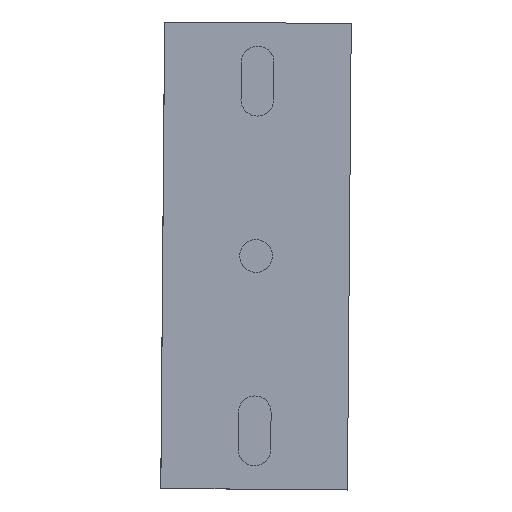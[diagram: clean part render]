
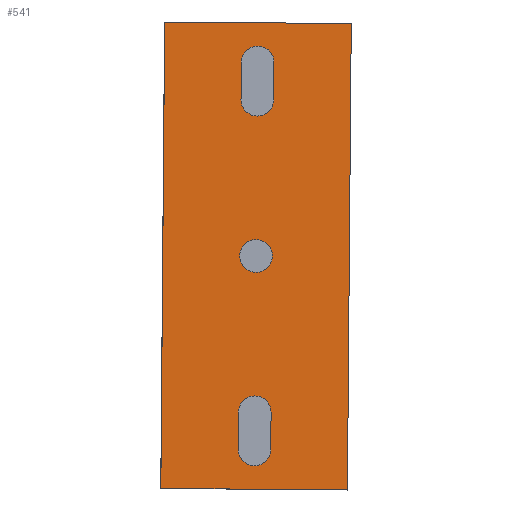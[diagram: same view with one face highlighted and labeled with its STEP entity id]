
A CAD part, top view. The second image highlights one B-rep face of the part: STEP entity #541.
In plain terms, the highlighted planar face has unit normal (0.005, 0, 1).
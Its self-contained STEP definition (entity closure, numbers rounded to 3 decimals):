
#55=FACE_OUTER_BOUND('',#93,.T.);
#93=EDGE_LOOP('',(#405,#406,#407,#408));
#122=LINE('',#920,#166);
#128=LINE('',#933,#172);
#130=LINE('',#936,#174);
#131=LINE('',#937,#175);
#166=VECTOR('',#741,1.);
#172=VECTOR('',#749,1.);
#174=VECTOR('',#753,1.);
#175=VECTOR('',#754,1.);
#257=VERTEX_POINT('',#918);
#258=VERTEX_POINT('',#919);
#263=VERTEX_POINT('',#930);
#264=VERTEX_POINT('',#932);
#321=EDGE_CURVE('',#257,#258,#122,.F.);
#327=EDGE_CURVE('',#263,#264,#128,.F.);
#329=EDGE_CURVE('',#264,#257,#130,.F.);
#330=EDGE_CURVE('',#258,#263,#131,.F.);
#405=ORIENTED_EDGE('',*,*,#321,.F.);
#406=ORIENTED_EDGE('',*,*,#329,.F.);
#407=ORIENTED_EDGE('',*,*,#327,.F.);
#408=ORIENTED_EDGE('',*,*,#330,.F.);
#503=PLANE('',#639);
#541=ADVANCED_FACE('',(#55),#503,.F.);
#639=AXIS2_PLACEMENT_3D('',#935,#751,#752);
#741=DIRECTION('',(1.,-0.008,-0.005));
#749=DIRECTION('',(-1.,0.008,0.005));
#751=DIRECTION('center_axis',(-0.005,0.,
-1.));
#752=DIRECTION('ref_axis',(0.008,1.,0.));
#753=DIRECTION('',(0.008,1.,0.));
#754=DIRECTION('',(-0.008,-1.,0.));
#918=CARTESIAN_POINT('',(98.855,-28.571,117.544));
#919=CARTESIAN_POINT('',(18.858,-27.912,117.919));
#920=CARTESIAN_POINT('',(58.856,-28.242,117.732));
#930=CARTESIAN_POINT('',(20.507,172.081,117.988));
#932=CARTESIAN_POINT('',(100.504,171.422,117.614));
#933=CARTESIAN_POINT('',(60.505,171.751,117.801));
#935=CARTESIAN_POINT('Origin',(59.681,71.755,117.766));
#936=CARTESIAN_POINT('',(99.679,71.425,117.579));
#937=CARTESIAN_POINT('',(19.683,72.085,117.953));
